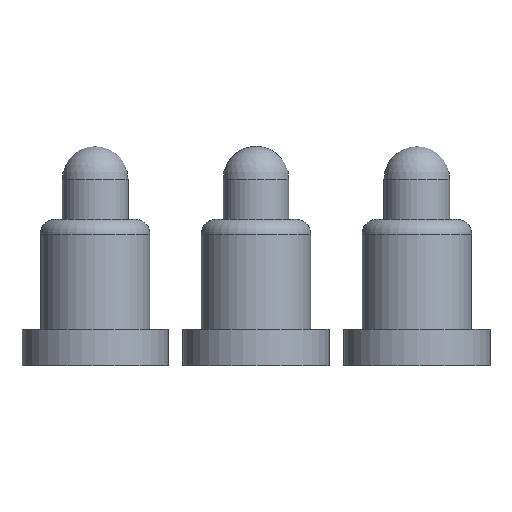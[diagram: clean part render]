
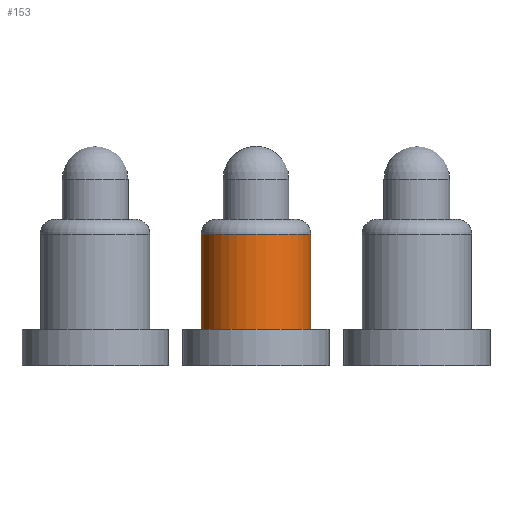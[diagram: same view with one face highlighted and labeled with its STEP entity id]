
A CAD part, front view. The second image highlights one B-rep face of the part: STEP entity #153.
In plain terms, the highlighted cylindrical face has radius 0.75 mm (diameter 1.5 mm), a full revolution.
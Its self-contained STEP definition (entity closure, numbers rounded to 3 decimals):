
#61=LINE('',#281,#64);
#64=VECTOR('',#220,0.75);
#67=CYLINDRICAL_SURFACE('',#180,0.75);
#71=FACE_OUTER_BOUND('',#79,.T.);
#79=EDGE_LOOP('',(#128,#129,#130,#131,#132));
#90=CIRCLE('',#178,0.75);
#91=CIRCLE('',#179,0.75);
#92=CIRCLE('',#181,0.75);
#100=VERTEX_POINT('',#274);
#101=VERTEX_POINT('',#276);
#102=VERTEX_POINT('',#280);
#111=EDGE_CURVE('',#100,#101,#90,.T.);
#112=EDGE_CURVE('',#101,#100,#91,.T.);
#113=EDGE_CURVE('',#101,#102,#61,.T.);
#114=EDGE_CURVE('',#102,#102,#92,.T.);
#128=ORIENTED_EDGE('',*,*,#111,.F.);
#129=ORIENTED_EDGE('',*,*,#112,.F.);
#130=ORIENTED_EDGE('',*,*,#113,.T.);
#131=ORIENTED_EDGE('',*,*,#114,.T.);
#132=ORIENTED_EDGE('',*,*,#113,.F.);
#153=ADVANCED_FACE('',(#71),#67,.T.);
#178=AXIS2_PLACEMENT_3D('',#277,#214,#215);
#179=AXIS2_PLACEMENT_3D('',#278,#216,#217);
#180=AXIS2_PLACEMENT_3D('',#279,#218,#219);
#181=AXIS2_PLACEMENT_3D('',#282,#221,#222);
#214=DIRECTION('center_axis',(0.,1.,0.));
#215=DIRECTION('ref_axis',(1.,0.,0.));
#216=DIRECTION('center_axis',(0.,1.,0.));
#217=DIRECTION('ref_axis',(1.,0.,0.));
#218=DIRECTION('center_axis',(0.,1.,0.));
#219=DIRECTION('ref_axis',(-1.,0.,0.));
#220=DIRECTION('',(0.,-1.,0.));
#221=DIRECTION('center_axis',(0.,1.,0.));
#222=DIRECTION('ref_axis',(1.,0.,0.));
#274=CARTESIAN_POINT('',(0.,1.8,-0.75));
#276=CARTESIAN_POINT('',(0.75,1.8,0.));
#277=CARTESIAN_POINT('Origin',(0.,1.8,0.));
#278=CARTESIAN_POINT('Origin',(0.,1.8,0.));
#279=CARTESIAN_POINT('Origin',(0.,1.25,0.));
#280=CARTESIAN_POINT('',(0.75,0.5,0.));
#281=CARTESIAN_POINT('',(0.75,1.25,0.));
#282=CARTESIAN_POINT('Origin',(0.,0.5,0.));
